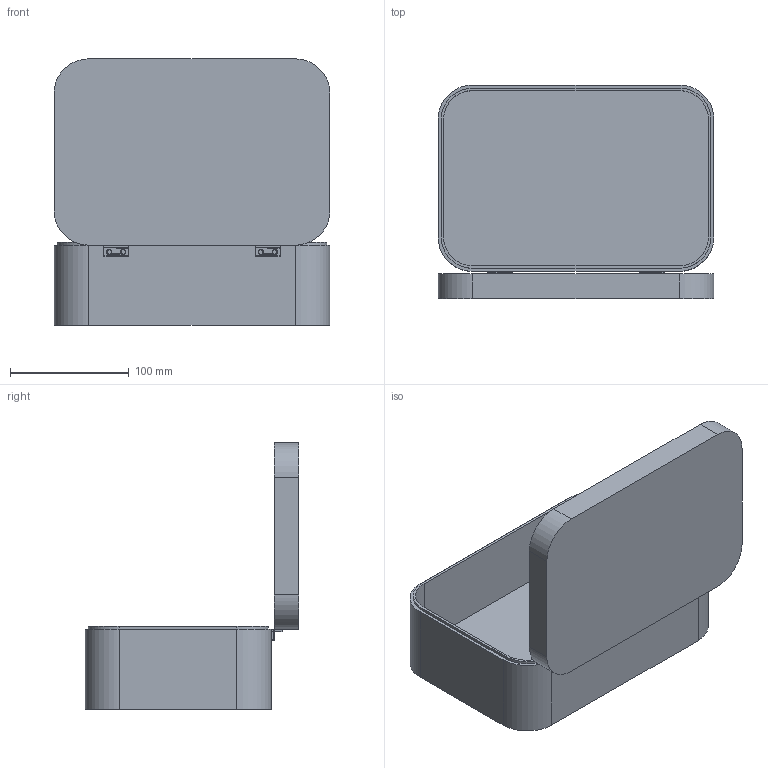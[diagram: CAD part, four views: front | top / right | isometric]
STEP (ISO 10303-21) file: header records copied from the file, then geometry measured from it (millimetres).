
FILE_DESCRIPTION(('FreeCAD Model'),'2;1');
FILE_NAME('Open CASCADE Shape Model','2025-05-04T05:15:03',('FreeCAD'),( 'FreeCAD'),'Open CASCADE STEP processor 7.6','FreeCAD','Unknown');
FILE_SCHEMA(('AUTOMOTIVE_DESIGN { 1 0 10303 214 1 1 1 1 }'));
Products named in the file (1): Open CASCADE STEP translator 7.6 1
Bounding box: 232.12 x 179.89 x 224 mm (x, y, z)
Volume: 821789.4 mm3; surface area: 262693.4 mm2
Topology: 6 solids, 6 shells, 909 faces, 2484 edges, 1608 vertices
Faces by surface type: bspline 909
Entity records: 40690 total; most frequent: CARTESIAN_POINT 25821, ORIENTED_EDGE 4920, EDGE_CURVE 2460, B_SPLINE_CURVE_WITH_KNOTS 2212, VERTEX_POINT 1608, FACE_BOUND 990, EDGE_LOOP 990, ADVANCED_FACE 909
